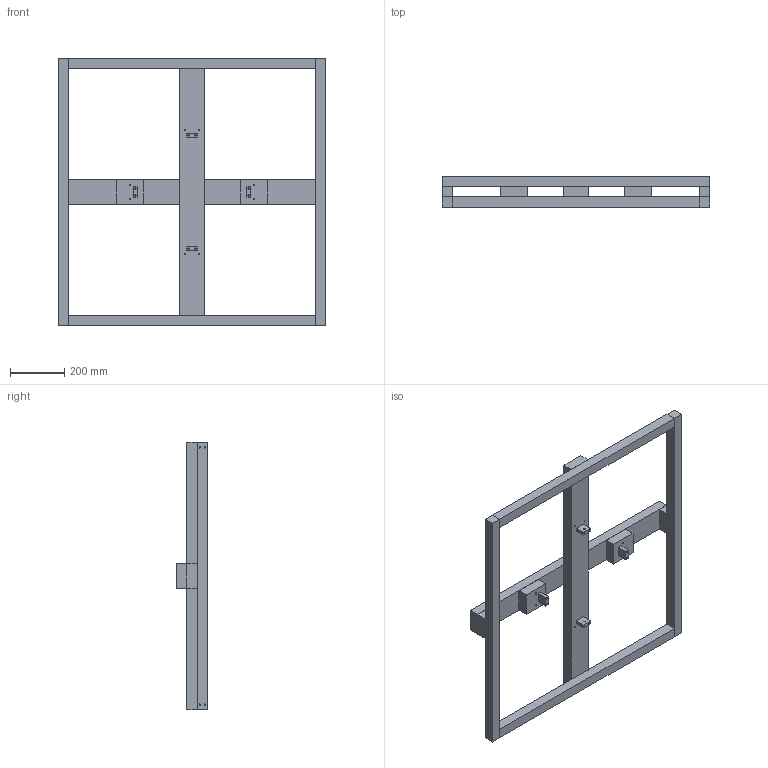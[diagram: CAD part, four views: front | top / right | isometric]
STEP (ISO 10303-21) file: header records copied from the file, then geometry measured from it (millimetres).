
FILE_DESCRIPTION(/* description */ (''),/* implementation_level */ '2;1');
FILE_NAME(/* name */ 'hubjig.stp',/* time_stamp */ '2015-01-23T08:32:20-08:00',/* author */ ('Dave'),/* organization */ (''),/* preprocessor_version */ 'ST-DEVELOPER v15.2',/* originating_system */ 'Autodesk Inventor 2014',/* authorisation */ '');
FILE_SCHEMA (('AUTOMOTIVE_DESIGN { 1 0 10303 214 3 1 1 }'));
Length unit declared in the file: inch
Products named in the file (7): hubjig_side1; hubjig_side2; hubjig_cross; hubjig_spacer; hubjig_block; hubjig_tab; hubjig
Bounding box: 990.6 x 114.3 x 990.6 mm (x, y, z)
Volume: 13211332.3 mm3; surface area: 1262180.4 mm2
Topology: 14 solids, 14 shells, 192 faces, 500 edges, 338 vertices
Faces by surface type: plane 86, cylinder 76, cone 30
Full cylindrical faces by diameter (mm): 2.54 x2, 5.105 x72, 25.4 x2
Entity records: 2416 total; most frequent: DIRECTION 428, CARTESIAN_POINT 368, ORIENTED_EDGE 284, AXIS2_PLACEMENT_3D 178, EDGE_LOOP 176, EDGE_CURVE 142, VERTEX_POINT 118, FACE_BOUND 106
